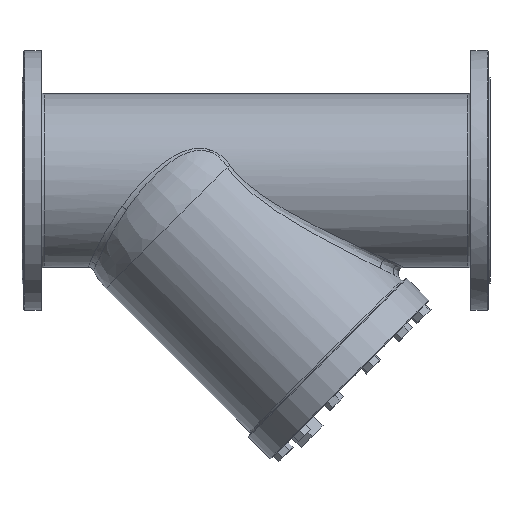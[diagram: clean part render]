
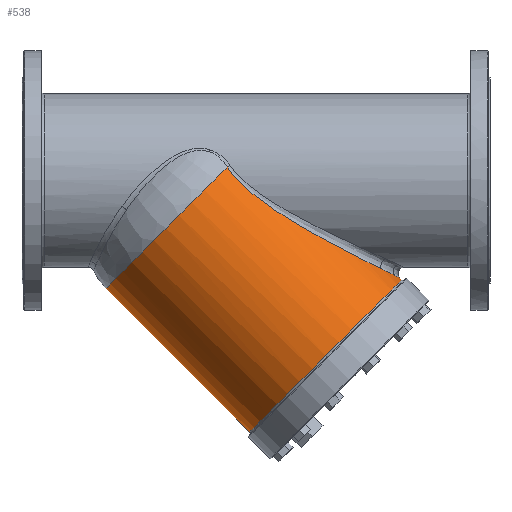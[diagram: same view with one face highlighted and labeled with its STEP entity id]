
A CAD part, top view. The second image highlights one B-rep face of the part: STEP entity #538.
In plain terms, the highlighted cylindrical face has radius 167.667 mm (diameter 335.333 mm), a partial arc.
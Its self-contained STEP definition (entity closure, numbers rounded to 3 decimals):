
#198=CARTESIAN_POINT('Vertex',(392.338,-155.221,0.)) ;
#200=CARTESIAN_POINT('Vertex',(155.221,-392.338,0.)) ;
#225=CARTESIAN_POINT('Axis2P3D Location',(273.78,-273.78,0.)) ;
#292=CARTESIAN_POINT('Axis2P3D Location',(0.,0.,0.)) ;
#297=CARTESIAN_POINT('Line Origine',(118.558,118.558,0.)) ;
#301=CARTESIAN_POINT('Vertex',(389.188,-152.071,0.)) ;
#304=CARTESIAN_POINT('Line Origine',(-118.558,-118.558,0.)) ;
#308=CARTESIAN_POINT('Vertex',(-68.931,-168.185,0.)) ;
#427=CARTESIAN_POINT('Control Point',(389.188,-152.071,0.)) ;
#428=CARTESIAN_POINT('Control Point',(389.188,-152.071,3.907)) ;
#429=CARTESIAN_POINT('Control Point',(388.809,-151.887,7.81)) ;
#430=CARTESIAN_POINT('Control Point',(388.068,-151.526,11.667)) ;
#431=CARTESIAN_POINT('Vertex',(388.068,-151.526,11.667)) ;
#435=CARTESIAN_POINT('Control Point',(388.068,-151.526,11.667)) ;
#436=CARTESIAN_POINT('Control Point',(387.239,-151.123,15.976)) ;
#437=CARTESIAN_POINT('Control Point',(386.047,-150.542,20.172)) ;
#438=CARTESIAN_POINT('Control Point',(384.542,-149.808,24.208)) ;
#439=CARTESIAN_POINT('Control Point',(382.755,-148.936,28.128)) ;
#440=CARTESIAN_POINT('Control Point',(380.728,-147.945,31.907)) ;
#441=CARTESIAN_POINT('Vertex',(380.728,-147.945,31.907)) ;
#445=CARTESIAN_POINT('Control Point',(380.728,-147.945,31.907)) ;
#446=CARTESIAN_POINT('Control Point',(379.97,-147.574,33.321)) ;
#447=CARTESIAN_POINT('Control Point',(379.179,-147.187,34.713)) ;
#448=CARTESIAN_POINT('Control Point',(378.363,-146.788,36.076)) ;
#449=CARTESIAN_POINT('Control Point',(376.677,-145.962,38.757)) ;
#450=CARTESIAN_POINT('Control Point',(374.891,-145.086,41.348)) ;
#451=CARTESIAN_POINT('Control Point',(373.975,-144.637,42.622)) ;
#452=CARTESIAN_POINT('Control Point',(371.492,-143.418,45.941)) ;
#453=CARTESIAN_POINT('Control Point',(368.866,-142.125,49.12)) ;
#454=CARTESIAN_POINT('Control Point',(367.181,-141.295,51.047)) ;
#455=CARTESIAN_POINT('Control Point',(364.841,-140.141,53.59)) ;
#456=CARTESIAN_POINT('Control Point',(362.424,-138.946,56.049)) ;
#457=CARTESIAN_POINT('Control Point',(361.787,-138.631,56.687)) ;
#458=CARTESIAN_POINT('Control Point',(361.145,-138.313,57.319)) ;
#459=CARTESIAN_POINT('Control Point',(360.499,-137.993,57.945)) ;
#460=CARTESIAN_POINT('Vertex',(360.499,-137.993,57.945)) ;
#464=CARTESIAN_POINT('Control Point',(360.499,-137.993,57.945)) ;
#465=CARTESIAN_POINT('Control Point',(359.941,-137.717,58.486)) ;
#466=CARTESIAN_POINT('Control Point',(359.38,-137.439,59.022)) ;
#467=CARTESIAN_POINT('Control Point',(358.817,-137.16,59.554)) ;
#468=CARTESIAN_POINT('Control Point',(355.519,-135.525,62.624)) ;
#469=CARTESIAN_POINT('Control Point',(352.127,-133.838,65.553)) ;
#470=CARTESIAN_POINT('Control Point',(349.237,-132.397,67.91)) ;
#471=CARTESIAN_POINT('Control Point',(344.693,-130.126,71.426)) ;
#472=CARTESIAN_POINT('Control Point',(340.041,-127.789,74.762)) ;
#473=CARTESIAN_POINT('Control Point',(338.363,-126.945,75.933)) ;
#474=CARTESIAN_POINT('Control Point',(335.477,-125.491,77.898)) ;
#475=CARTESIAN_POINT('Control Point',(332.561,-124.017,79.8)) ;
#476=CARTESIAN_POINT('Control Point',(331.35,-123.404,80.576)) ;
#477=CARTESIAN_POINT('Control Point',(326.132,-120.759,83.866)) ;
#478=CARTESIAN_POINT('Control Point',(320.842,-118.063,86.969)) ;
#479=CARTESIAN_POINT('Control Point',(316.757,-115.971,89.247)) ;
#480=CARTESIAN_POINT('Control Point',(307.125,-111.012,94.363)) ;
#481=CARTESIAN_POINT('Control Point',(297.344,-105.909,99.015)) ;
#482=CARTESIAN_POINT('Control Point',(291.778,-102.982,101.51)) ;
#483=CARTESIAN_POINT('Control Point',(281.702,-97.635,105.778)) ;
#484=CARTESIAN_POINT('Control Point',(271.541,-92.143,109.67)) ;
#485=CARTESIAN_POINT('Control Point',(267.065,-89.703,111.311)) ;
#486=CARTESIAN_POINT('Control Point',(259.806,-85.707,113.86)) ;
#487=CARTESIAN_POINT('Control Point',(252.524,-81.631,116.243)) ;
#488=CARTESIAN_POINT('Control Point',(249.727,-80.055,117.133)) ;
#489=CARTESIAN_POINT('Control Point',(241.344,-75.298,119.729)) ;
#490=CARTESIAN_POINT('Control Point',(232.972,-70.436,122.11)) ;
#491=CARTESIAN_POINT('Control Point',(227.369,-67.126,123.613)) ;
#492=CARTESIAN_POINT('Control Point',(216.631,-60.662,126.326)) ;
#493=CARTESIAN_POINT('Control Point',(205.966,-53.963,128.702)) ;
#494=CARTESIAN_POINT('Control Point',(200.83,-50.664,129.773)) ;
#495=CARTESIAN_POINT('Control Point',(190.591,-43.913,131.758)) ;
#496=CARTESIAN_POINT('Control Point',(180.494,-36.85,133.409)) ;
#497=CARTESIAN_POINT('Control Point',(175.555,-33.277,134.136)) ;
#498=CARTESIAN_POINT('Control Point',(169.485,-28.716,134.926)) ;
#499=CARTESIAN_POINT('Control Point',(163.518,-23.975,135.559)) ;
#500=CARTESIAN_POINT('Control Point',(162.446,-23.115,135.668)) ;
#501=CARTESIAN_POINT('Control Point',(161.377,-22.249,135.771)) ;
#502=CARTESIAN_POINT('Control Point',(160.313,-21.376,135.869)) ;
#503=CARTESIAN_POINT('Vertex',(160.313,-21.376,135.869)) ;
#507=CARTESIAN_POINT('Control Point',(160.313,-21.376,135.869)) ;
#508=CARTESIAN_POINT('Control Point',(157.501,-19.07,136.128)) ;
#509=CARTESIAN_POINT('Control Point',(154.723,-16.726,136.347)) ;
#510=CARTESIAN_POINT('Control Point',(151.98,-14.336,136.526)) ;
#511=CARTESIAN_POINT('Control Point',(145.575,-8.565,136.844)) ;
#512=CARTESIAN_POINT('Control Point',(139.439,-2.524,136.891)) ;
#513=CARTESIAN_POINT('Control Point',(135.992,1.07,136.818)) ;
#514=CARTESIAN_POINT('Control Point',(130.597,7.073,136.515)) ;
#515=CARTESIAN_POINT('Control Point',(125.566,13.38,135.865)) ;
#516=CARTESIAN_POINT('Control Point',(123.699,15.838,135.563)) ;
#517=CARTESIAN_POINT('Control Point',(121.894,18.347,135.2)) ;
#518=CARTESIAN_POINT('Control Point',(120.156,20.903,134.771)) ;
#519=CARTESIAN_POINT('Vertex',(120.156,20.903,134.771)) ;
#522=CARTESIAN_POINT('Axis2P3D Location',(49.627,-49.627,0.)) ;
#299=VECTOR('Line Direction',#298,1.) ;
#306=VECTOR('Line Direction',#305,1.) ;
#226=DIRECTION('Axis2P3D Direction',(-0.707,0.707,0.)) ;
#293=DIRECTION('Axis2P3D Direction',(-0.707,0.707,0.)) ;
#294=DIRECTION('Axis2P3D XDirection',(-0.707,-0.707,0.)) ;
#298=DIRECTION('Vector Direction',(-0.707,0.707,0.)) ;
#305=DIRECTION('Vector Direction',(-0.707,0.707,0.)) ;
#523=DIRECTION('Axis2P3D Direction',(-0.707,0.707,0.)) ;
#227=AXIS2_PLACEMENT_3D('Circle Axis2P3D',#225,#226,$) ;
#295=AXIS2_PLACEMENT_3D('Cylinder Axis2P3D',#292,#293,#294) ;
#524=AXIS2_PLACEMENT_3D('Circle Axis2P3D',#522,#523,$) ;
#300=LINE('Line',#297,#299) ;
#307=LINE('Line',#304,#306) ;
#228=CIRCLE('generated circle',#227,167.667) ;
#525=CIRCLE('generated circle',#524,167.667) ;
#296=CYLINDRICAL_SURFACE('generated cylinder',#295,167.667) ;
#229=EDGE_CURVE('',#201,#199,#228,.T.) ;
#303=EDGE_CURVE('',#199,#302,#300,.T.) ;
#310=EDGE_CURVE('',#201,#309,#307,.T.) ;
#433=EDGE_CURVE('',#302,#432,#426,.T.) ;
#443=EDGE_CURVE('',#432,#442,#434,.T.) ;
#462=EDGE_CURVE('',#442,#461,#444,.T.) ;
#505=EDGE_CURVE('',#461,#504,#463,.T.) ;
#521=EDGE_CURVE('',#504,#520,#506,.T.) ;
#526=EDGE_CURVE('',#309,#520,#525,.T.) ;
#528=ORIENTED_EDGE('',*,*,#229,.T.) ;
#529=ORIENTED_EDGE('',*,*,#303,.T.) ;
#530=ORIENTED_EDGE('',*,*,#433,.T.) ;
#531=ORIENTED_EDGE('',*,*,#443,.T.) ;
#532=ORIENTED_EDGE('',*,*,#462,.T.) ;
#533=ORIENTED_EDGE('',*,*,#505,.T.) ;
#534=ORIENTED_EDGE('',*,*,#521,.T.) ;
#535=ORIENTED_EDGE('',*,*,#526,.F.) ;
#536=ORIENTED_EDGE('',*,*,#310,.F.) ;
#527=EDGE_LOOP('',(#528,#529,#530,#531,#532,#533,#534,#535,#536)) ;
#199=VERTEX_POINT('',#198) ;
#201=VERTEX_POINT('',#200) ;
#302=VERTEX_POINT('',#301) ;
#309=VERTEX_POINT('',#308) ;
#432=VERTEX_POINT('',#431) ;
#442=VERTEX_POINT('',#441) ;
#461=VERTEX_POINT('',#460) ;
#504=VERTEX_POINT('',#503) ;
#520=VERTEX_POINT('',#519) ;
#538=ADVANCED_FACE('NONE',(#537),#296,.T.) ;
#426=B_SPLINE_CURVE_WITH_KNOTS('',3,(#427,#428,#429,#430),.UNSPECIFIED.,.F.,.U.,(4,4),(0.,16.604),.UNSPECIFIED.) ;
#434=B_SPLINE_CURVE_WITH_KNOTS('',5,(#435,#436,#437,#438,#439,#440),.UNSPECIFIED.,.F.,.U.,(6,6),(0.,30.921),.UNSPECIFIED.) ;
#444=B_SPLINE_CURVE_WITH_KNOTS('',5,(#445,#446,#447,#448,#449,#450,#451,#452,#453,#454,#455,#456,#457,#458,#459),.UNSPECIFIED.,.F.,.U.,(6,3,3,3,6),(30.921,42.486,54.051,73.054,79.782),.UNSPECIFIED.) ;
#463=B_SPLINE_CURVE_WITH_KNOTS('',5,(#464,#465,#466,#467,#468,#469,#470,#471,#472,#473,#474,#475,#476,#477,#478,#479,#480,#481,#482,#483,#484,#485,#486,#487,#488,#489,#490,#491,#492,#493,#494,#495,#496,#497,#498,#499,#500,#501,#502),.UNSPECIFIED.,.F.,.U.,(6,3,3,3,3,3,3,3,3,3,3,3,6),(79.782,85.587,113.566,129.189,140.227,176.586,225.097,262.901,286.424,333.453,377.259,421.509,431.236),.UNSPECIFIED.) ;
#506=B_SPLINE_CURVE_WITH_KNOTS('',5,(#507,#508,#509,#510,#511,#512,#513,#514,#515,#516,#517,#518),.UNSPECIFIED.,.F.,.U.,(6,3,3,6),(0.,25.695,61.013,82.914),.UNSPECIFIED.) ;
#537=FACE_OUTER_BOUND('',#527,.T.) ;
